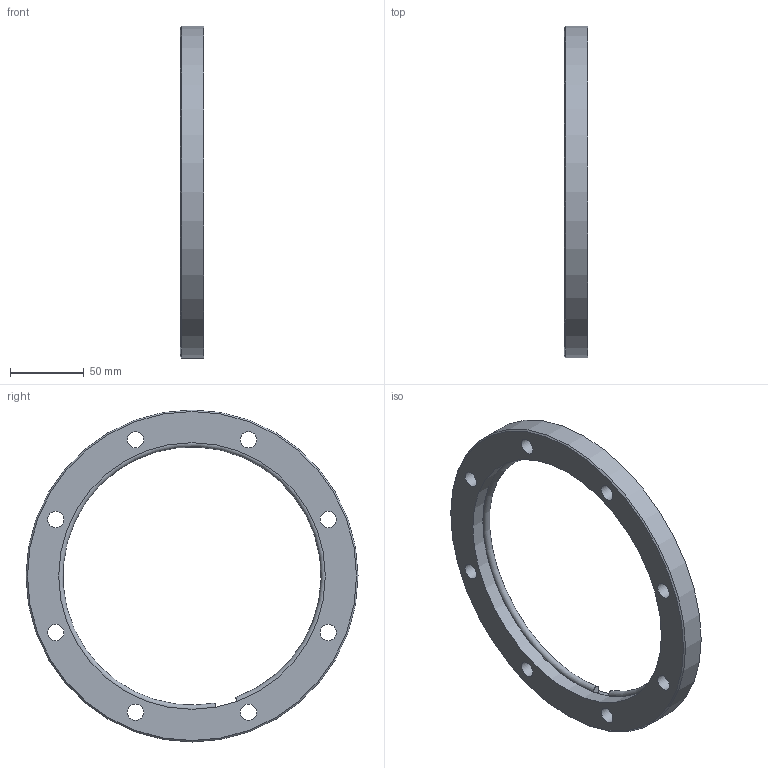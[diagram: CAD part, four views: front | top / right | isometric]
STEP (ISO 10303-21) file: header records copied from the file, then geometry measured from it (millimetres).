
FILE_DESCRIPTION((''),'2;1');
FILE_NAME('212-063.stp','2005-11-07T09:23:32',('KAA'),(''),'Autodesk Inventor 10','Autodesk Inventor 10','');
FILE_SCHEMA(('AUTOMOTIVE_DESIGN { 1 0 10303 214 1 1 1 1 }'));
Length unit declared in the file: millimetre
Products named in the file (1): 212-063
Bounding box: 16 x 225 x 225 mm (x, y, z)
Volume: 215600.3 mm3; surface area: 59269.1 mm2
Topology: 2 solids, 2 shells, 18 faces, 47 edges, 33 vertices
Faces by surface type: bspline 9, plane 4, cylinder 3, torus 1, cone 1
Full cylindrical faces by diameter (mm): 180.7 x1, 185.7 x1, 225 x1
Entity records: 636 total; most frequent: CARTESIAN_POINT 249, DIRECTION 70, ORIENTED_EDGE 50, EDGE_LOOP 50, AXIS2_PLACEMENT_3D 35, FACE_BOUND 32, VERTEX_POINT 25, CIRCLE 25
